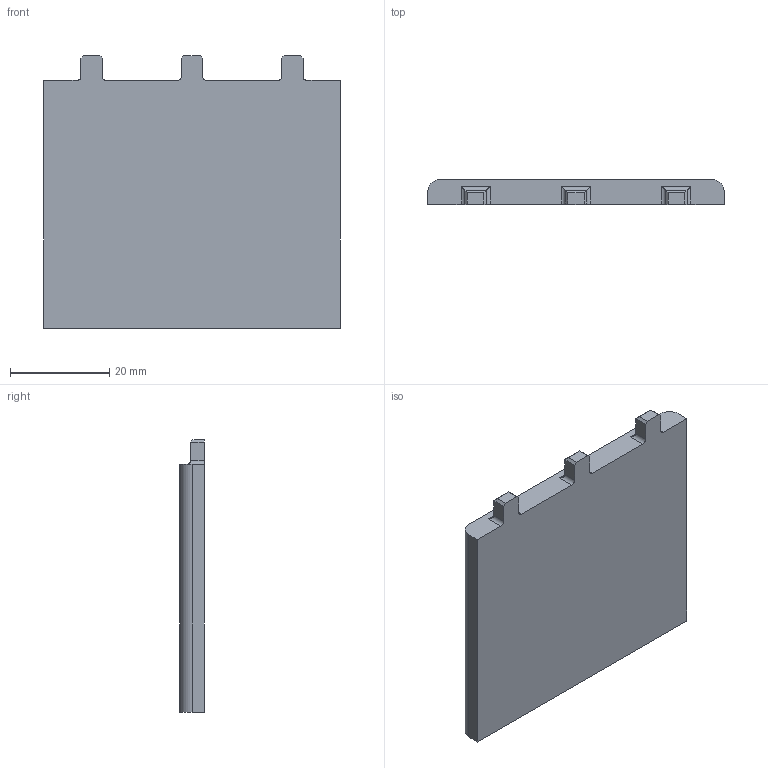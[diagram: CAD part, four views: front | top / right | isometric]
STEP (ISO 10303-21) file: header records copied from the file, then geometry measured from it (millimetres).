
FILE_DESCRIPTION(/* description */ ('STEP AP242','CAx-IF Rec.Pracs.---Representation and Presentation of Product Manufacturing Information (PMI)---4.0---2014-10-13','CAx-IF Rec.Pracs.---3D Tessellated Geometry---0.4---2014-09-14','2;1'),/* implementation_level */ '2;1');
FILE_NAME(/* name */ '686203880d7b32586acbc9d6',/* time_stamp */ '2025-06-30T03:24:56Z',/* author */ (''),/* organization */ (''),/* preprocessor_version */ 'ST-DEVELOPER v20',/* originating_system */ 'ONSHAPE BY PTC INC, 1.200',/* authorisation */ ' ');
FILE_SCHEMA (('AP242_MANAGED_MODEL_BASED_3D_ENGINEERING_MIM_LF { 1 0 10303 442 1 1 4 }'));
Length unit declared in the file: metre
Products named in the file (1): Part 1
Bounding box: 59.8 x 5 x 55 mm (x, y, z)
Volume: 13781 mm3; surface area: 8362 mm2
Topology: 1 solids, 5 shells, 50 faces, 108 edges, 68 vertices
Faces by surface type: plane 35, cylinder 15
Full cylindrical faces by diameter (mm): 11 x4
Entity records: 1334 total; most frequent: DIRECTION 230, CARTESIAN_POINT 223, ORIENTED_EDGE 208, EDGE_CURVE 104, LINE 80, VECTOR 80, AXIS2_PLACEMENT_3D 75, VERTEX_POINT 68
